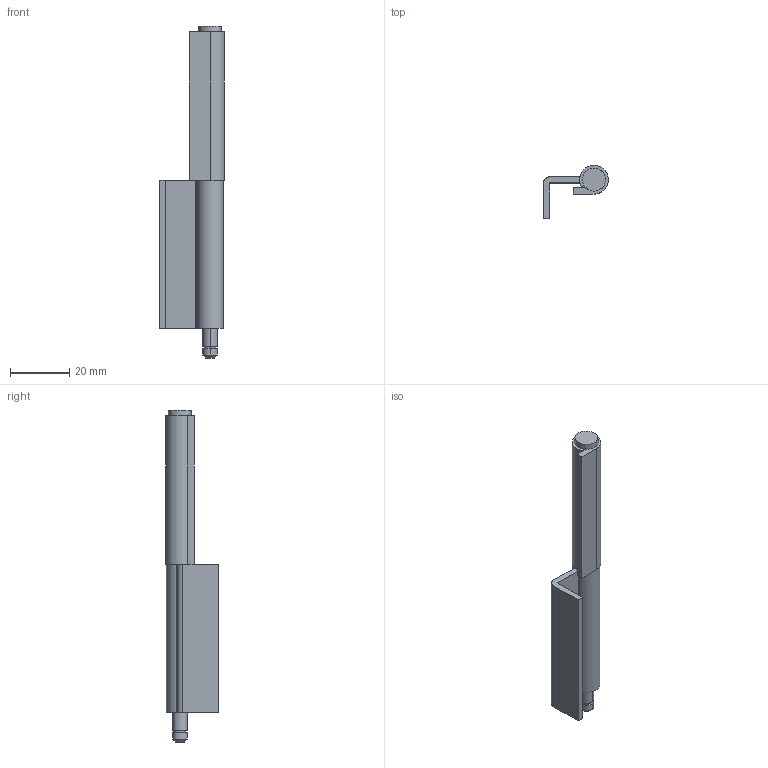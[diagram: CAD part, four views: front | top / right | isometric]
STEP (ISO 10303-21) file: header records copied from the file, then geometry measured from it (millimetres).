
FILE_DESCRIPTION((''),'2;1');
FILE_NAME('','2005-04-20T10:02:10',(''),(''),'','CADfix','');
FILE_SCHEMA(('AUTOMOTIVE_DESIGN'));
Length unit declared in the file: millimetre
Products named in the file (4): shaft; hinge piece_B; hinge piece_A; TH_73_1_14391_36
Assembly tree (3 placements, depth 2):
  TH_73_1_14391_36
    shaft
    hinge piece_B
    hinge piece_A
Bounding box: 21.85 x 17.84 x 112 mm (x, y, z)
Volume: 9897.5 mm3; surface area: 9869.3 mm2
Topology: 3 solids, 3 shells, 34 faces, 90 edges, 66 vertices
Faces by surface type: bspline 34
Entity records: 1286 total; most frequent: CARTESIAN_POINT 670, ORIENTED_EDGE 180, EDGE_CURVE 90, VERTEX_POINT 66, QUASI_UNIFORM_CURVE 44, EDGE_LOOP 38, FACE_OUTER_BOUND 34, ADVANCED_FACE 34
